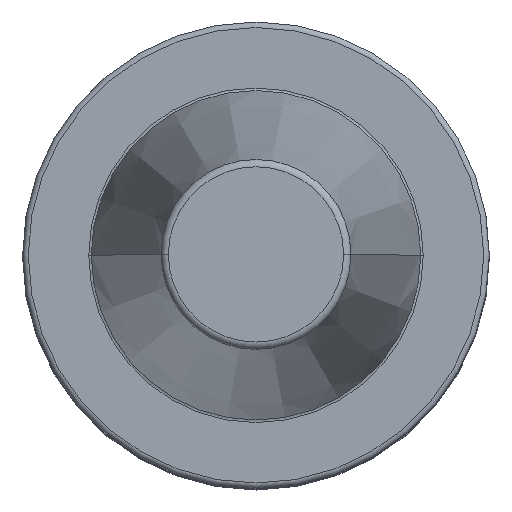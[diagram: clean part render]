
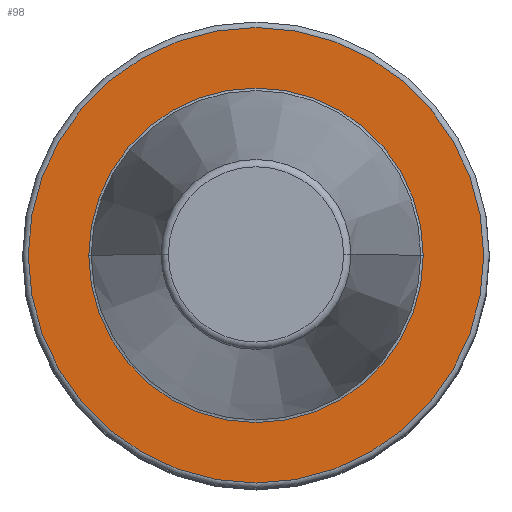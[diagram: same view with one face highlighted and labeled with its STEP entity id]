
A CAD part, top view. The second image highlights one B-rep face of the part: STEP entity #98.
In plain terms, the highlighted planar face has unit normal (0, 0, 1).
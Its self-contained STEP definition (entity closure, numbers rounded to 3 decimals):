
#37=PLANE('',#676);
#46=FACE_BOUND('',#185,.T.);
#47=FACE_BOUND('',#186,.T.);
#98=ADVANCED_FACE('',(#46,#47),#37,.F.);
#185=EDGE_LOOP('',(#353));
#186=EDGE_LOOP('',(#354,#355));
#212=CIRCLE('',#619,22.563);
#214=CIRCLE('',#622,22.563);
#246=CIRCLE('',#672,30.725);
#353=ORIENTED_EDGE('',*,*,#515,.T.);
#354=ORIENTED_EDGE('',*,*,#471,.T.);
#355=ORIENTED_EDGE('',*,*,#469,.T.);
#420=VERTEX_POINT('',#949);
#423=VERTEX_POINT('',#954);
#451=VERTEX_POINT('',#1047);
#469=EDGE_CURVE('',#420,#423,#212,.T.);
#471=EDGE_CURVE('',#423,#420,#214,.T.);
#515=EDGE_CURVE('',#451,#451,#246,.T.);
#619=AXIS2_PLACEMENT_3D('',#955,#735,#736);
#622=AXIS2_PLACEMENT_3D('',#958,#741,#742);
#672=AXIS2_PLACEMENT_3D('',#1048,#853,#854);
#676=AXIS2_PLACEMENT_3D('',#1052,#861,#862);
#735=DIRECTION('',(0.,0.,-1.));
#736=DIRECTION('',(-1.,0.,0.));
#741=DIRECTION('',(0.,0.,-1.));
#742=DIRECTION('',(-1.,0.,0.));
#853=DIRECTION('',(0.,0.,1.));
#854=DIRECTION('',(-1.,0.,0.));
#861=DIRECTION('',(0.,0.,-1.));
#862=DIRECTION('',(1.,0.,0.));
#949=CARTESIAN_POINT('',(-22.563,0.,-2.));
#954=CARTESIAN_POINT('',(22.563,0.,-2.));
#955=CARTESIAN_POINT('',(0.,0.,-2.));
#958=CARTESIAN_POINT('',(0.,0.,-2.));
#1047=CARTESIAN_POINT('',(-30.725,0.,-2.));
#1048=CARTESIAN_POINT('',(0.,0.,-2.));
#1052=CARTESIAN_POINT('',(0.,31.475,-2.));
